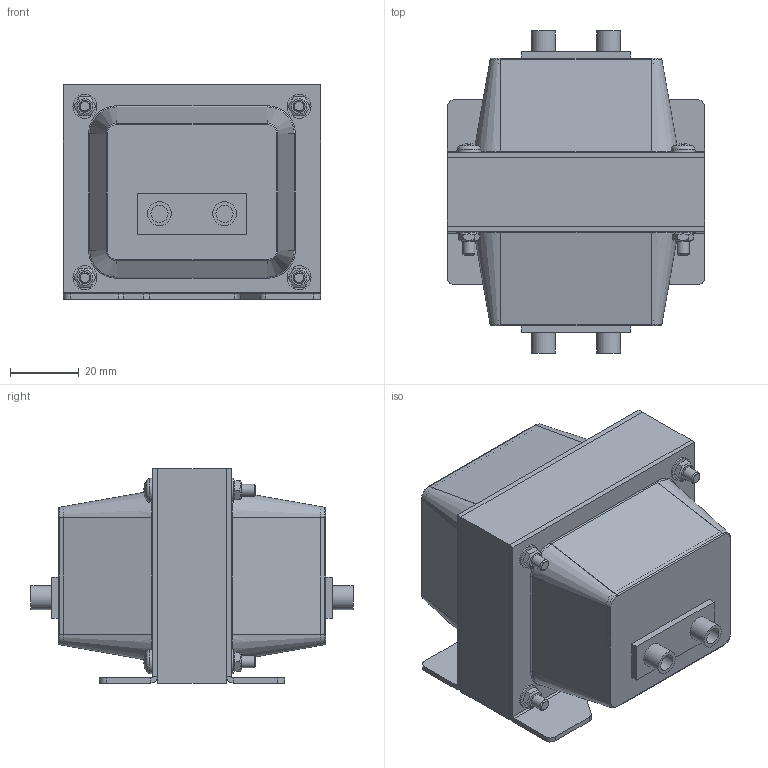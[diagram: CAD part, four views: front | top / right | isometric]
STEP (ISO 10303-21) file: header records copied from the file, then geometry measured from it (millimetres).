
FILE_DESCRIPTION(/* description */ (''),/* implementation_level */ '2;1');
FILE_NAME(/* name */ 'ARB02110061.stp',/* time_stamp */ '2023-11-21T13:05:04+01:00',/* author */ ('velazquez'),/* organization */ (''),/* preprocessor_version */ 'ST-DEVELOPER v19.2',/* originating_system */ 'Autodesk Inventor 2023',/* authorisation */ '');
FILE_SCHEMA (('AUTOMOTIVE_DESIGN { 1 0 10303 214 3 1 1 }'));
Length unit declared in the file: millimetre
Products named in the file (8): ARB02110061; TAPA RC25 RECEPTACULO; Receptaculo negro; Receptaculo Rojo; EI75 x 62,5 - 20 (RC25) Azul; ISO 7045 - M3,5 x 30 - 4.8 - H; DIN 125 - A 3,2; DIN 934 - M3
Assembly tree (17 placements, depth 2):
  ARB02110061
    TAPA RC25 RECEPTACULO  x2
    Receptaculo negro
    Receptaculo Rojo
    EI75 x 62,5 - 20 (RC25) Azul
    ISO 7045 - M3,5 x 30 - 4.8 - H  x4
    DIN 125 - A 3,2  x4
    DIN 934 - M3  x4
Bounding box: 75 x 94 x 62.5 mm (x, y, z)
Volume: 92409.8 mm3; surface area: 62249.5 mm2
Topology: 17 solids, 17 shells, 366 faces, 892 edges, 572 vertices
Faces by surface type: plane 170, cone 80, cylinder 72, torus 40, sphere 4
Full cylindrical faces by diameter (mm): 2.459 x4, 3 x8, 3.175 x4, 3.2 x4, 3.5 x4, 4.5 x4, 5 x4, 7 x8
Entity records: 5283 total; most frequent: CARTESIAN_POINT 1021, DIRECTION 835, ORIENTED_EDGE 750, EDGE_CURVE 375, AXIS2_PLACEMENT_3D 315, VERTEX_POINT 241, LINE 205, VECTOR 205
